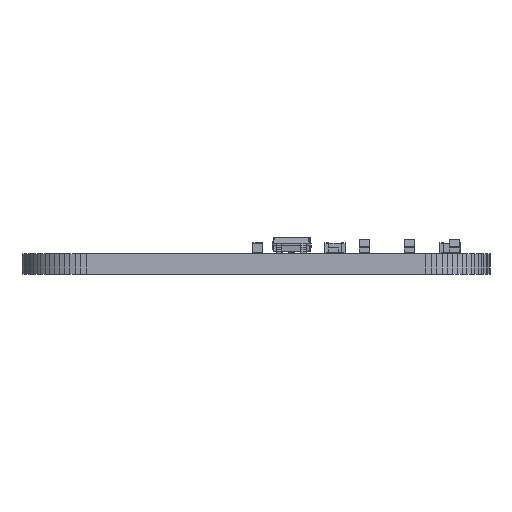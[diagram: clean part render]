
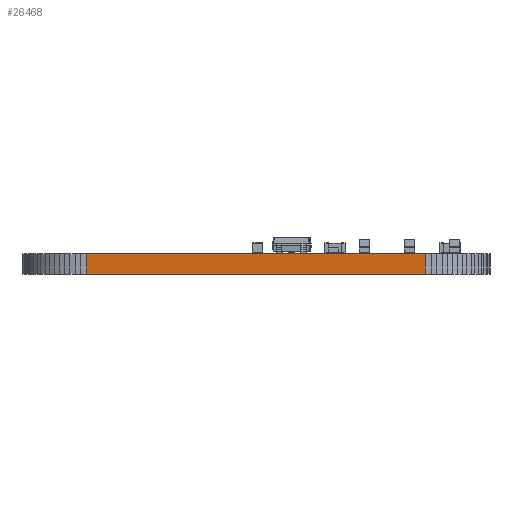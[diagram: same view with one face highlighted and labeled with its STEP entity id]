
A CAD part, left-side view. The second image highlights one B-rep face of the part: STEP entity #26468.
In plain terms, the highlighted planar face has unit normal (-1, 0, 0).
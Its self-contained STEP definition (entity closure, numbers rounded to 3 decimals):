
#12568 = PLANE('',#12569);
#12569 = AXIS2_PLACEMENT_3D('',#12570,#12571,#12572);
#12570 = CARTESIAN_POINT('',(75.057,-54.229,1.6));
#12571 = DIRECTION('',(-0.,-0.,-1.));
#12572 = DIRECTION('',(-1.,0.,0.));
#12622 = PLANE('',#12623);
#12623 = AXIS2_PLACEMENT_3D('',#12624,#12625,#12626);
#12624 = CARTESIAN_POINT('',(75.057,-54.229,0.));
#12625 = DIRECTION('',(-0.,-0.,-1.));
#12626 = DIRECTION('',(-1.,0.,0.));
#14243 = VERTEX_POINT('',#14244);
#14244 = CARTESIAN_POINT('',(22.352,-67.564,0.));
#14258 = PLANE('',#14259);
#14259 = AXIS2_PLACEMENT_3D('',#14260,#14261,#14262);
#14260 = CARTESIAN_POINT('',(22.371,-68.007,0.));
#14261 = DIRECTION('',(-0.999,-0.044,0.));
#14262 = DIRECTION('',(-0.044,0.999,0.));
#14270 = EDGE_CURVE('',#14243,#14271,#14273,.T.);
#14271 = VERTEX_POINT('',#14272);
#14272 = CARTESIAN_POINT('',(22.352,-40.894,0.));
#14273 = SURFACE_CURVE('',#14274,(#14278,#14285),.PCURVE_S1.);
#14274 = LINE('',#14275,#14276);
#14275 = CARTESIAN_POINT('',(22.352,-67.564,0.));
#14276 = VECTOR('',#14277,1.);
#14277 = DIRECTION('',(0.,1.,0.));
#14278 = PCURVE('',#12622,#14279);
#14279 = DEFINITIONAL_REPRESENTATION('',(#14280),#14284);
#14280 = LINE('',#14281,#14282);
#14281 = CARTESIAN_POINT('',(52.705,-13.335));
#14282 = VECTOR('',#14283,1.);
#14283 = DIRECTION('',(0.,1.));
#14284 = ( GEOMETRIC_REPRESENTATION_CONTEXT(2) 
PARAMETRIC_REPRESENTATION_CONTEXT() REPRESENTATION_CONTEXT('2D SPACE',''
  ) );
#14285 = PCURVE('',#14286,#14291);
#14286 = PLANE('',#14287);
#14287 = AXIS2_PLACEMENT_3D('',#14288,#14289,#14290);
#14288 = CARTESIAN_POINT('',(22.352,-67.564,0.));
#14289 = DIRECTION('',(-1.,0.,0.));
#14290 = DIRECTION('',(0.,1.,0.));
#14291 = DEFINITIONAL_REPRESENTATION('',(#14292),#14296);
#14292 = LINE('',#14293,#14294);
#14293 = CARTESIAN_POINT('',(0.,0.));
#14294 = VECTOR('',#14295,1.);
#14295 = DIRECTION('',(1.,0.));
#14296 = ( GEOMETRIC_REPRESENTATION_CONTEXT(2) 
PARAMETRIC_REPRESENTATION_CONTEXT() REPRESENTATION_CONTEXT('2D SPACE',''
  ) );
#14314 = PLANE('',#14315);
#14315 = AXIS2_PLACEMENT_3D('',#14316,#14317,#14318);
#14316 = CARTESIAN_POINT('',(22.352,-40.894,0.));
#14317 = DIRECTION('',(-0.999,0.044,0.));
#14318 = DIRECTION('',(0.044,0.999,0.));
#20874 = VERTEX_POINT('',#20875);
#20875 = CARTESIAN_POINT('',(22.352,-67.564,1.6));
#20896 = EDGE_CURVE('',#20874,#20897,#20899,.T.);
#20897 = VERTEX_POINT('',#20898);
#20898 = CARTESIAN_POINT('',(22.352,-40.894,1.6));
#20899 = SURFACE_CURVE('',#20900,(#20904,#20911),.PCURVE_S1.);
#20900 = LINE('',#20901,#20902);
#20901 = CARTESIAN_POINT('',(22.352,-67.564,1.6));
#20902 = VECTOR('',#20903,1.);
#20903 = DIRECTION('',(0.,1.,0.));
#20904 = PCURVE('',#12568,#20905);
#20905 = DEFINITIONAL_REPRESENTATION('',(#20906),#20910);
#20906 = LINE('',#20907,#20908);
#20907 = CARTESIAN_POINT('',(52.705,-13.335));
#20908 = VECTOR('',#20909,1.);
#20909 = DIRECTION('',(0.,1.));
#20910 = ( GEOMETRIC_REPRESENTATION_CONTEXT(2) 
PARAMETRIC_REPRESENTATION_CONTEXT() REPRESENTATION_CONTEXT('2D SPACE',''
  ) );
#20911 = PCURVE('',#14286,#20912);
#20912 = DEFINITIONAL_REPRESENTATION('',(#20913),#20917);
#20913 = LINE('',#20914,#20915);
#20914 = CARTESIAN_POINT('',(0.,-1.6));
#20915 = VECTOR('',#20916,1.);
#20916 = DIRECTION('',(1.,0.));
#20917 = ( GEOMETRIC_REPRESENTATION_CONTEXT(2) 
PARAMETRIC_REPRESENTATION_CONTEXT() REPRESENTATION_CONTEXT('2D SPACE',''
  ) );
#26418 = EDGE_CURVE('',#14271,#20897,#26419,.T.);
#26419 = SURFACE_CURVE('',#26420,(#26424,#26431),.PCURVE_S1.);
#26420 = LINE('',#26421,#26422);
#26421 = CARTESIAN_POINT('',(22.352,-40.894,0.));
#26422 = VECTOR('',#26423,1.);
#26423 = DIRECTION('',(0.,0.,1.));
#26424 = PCURVE('',#14314,#26425);
#26425 = DEFINITIONAL_REPRESENTATION('',(#26426),#26430);
#26426 = LINE('',#26427,#26428);
#26427 = CARTESIAN_POINT('',(0.,0.));
#26428 = VECTOR('',#26429,1.);
#26429 = DIRECTION('',(0.,-1.));
#26430 = ( GEOMETRIC_REPRESENTATION_CONTEXT(2) 
PARAMETRIC_REPRESENTATION_CONTEXT() REPRESENTATION_CONTEXT('2D SPACE',''
  ) );
#26431 = PCURVE('',#14286,#26432);
#26432 = DEFINITIONAL_REPRESENTATION('',(#26433),#26437);
#26433 = LINE('',#26434,#26435);
#26434 = CARTESIAN_POINT('',(26.67,0.));
#26435 = VECTOR('',#26436,1.);
#26436 = DIRECTION('',(0.,-1.));
#26437 = ( GEOMETRIC_REPRESENTATION_CONTEXT(2) 
PARAMETRIC_REPRESENTATION_CONTEXT() REPRESENTATION_CONTEXT('2D SPACE',''
  ) );
#26468 = ADVANCED_FACE('',(#26469),#14286,.T.);
#26469 = FACE_BOUND('',#26470,.T.);
#26470 = EDGE_LOOP('',(#26471,#26492,#26493,#26494));
#26471 = ORIENTED_EDGE('',*,*,#26472,.T.);
#26472 = EDGE_CURVE('',#14243,#20874,#26473,.T.);
#26473 = SURFACE_CURVE('',#26474,(#26478,#26485),.PCURVE_S1.);
#26474 = LINE('',#26475,#26476);
#26475 = CARTESIAN_POINT('',(22.352,-67.564,0.));
#26476 = VECTOR('',#26477,1.);
#26477 = DIRECTION('',(0.,0.,1.));
#26478 = PCURVE('',#14286,#26479);
#26479 = DEFINITIONAL_REPRESENTATION('',(#26480),#26484);
#26480 = LINE('',#26481,#26482);
#26481 = CARTESIAN_POINT('',(0.,0.));
#26482 = VECTOR('',#26483,1.);
#26483 = DIRECTION('',(0.,-1.));
#26484 = ( GEOMETRIC_REPRESENTATION_CONTEXT(2) 
PARAMETRIC_REPRESENTATION_CONTEXT() REPRESENTATION_CONTEXT('2D SPACE',''
  ) );
#26485 = PCURVE('',#14258,#26486);
#26486 = DEFINITIONAL_REPRESENTATION('',(#26487),#26491);
#26487 = LINE('',#26488,#26489);
#26488 = CARTESIAN_POINT('',(0.443,0.));
#26489 = VECTOR('',#26490,1.);
#26490 = DIRECTION('',(0.,-1.));
#26491 = ( GEOMETRIC_REPRESENTATION_CONTEXT(2) 
PARAMETRIC_REPRESENTATION_CONTEXT() REPRESENTATION_CONTEXT('2D SPACE',''
  ) );
#26492 = ORIENTED_EDGE('',*,*,#20896,.T.);
#26493 = ORIENTED_EDGE('',*,*,#26418,.F.);
#26494 = ORIENTED_EDGE('',*,*,#14270,.F.);
